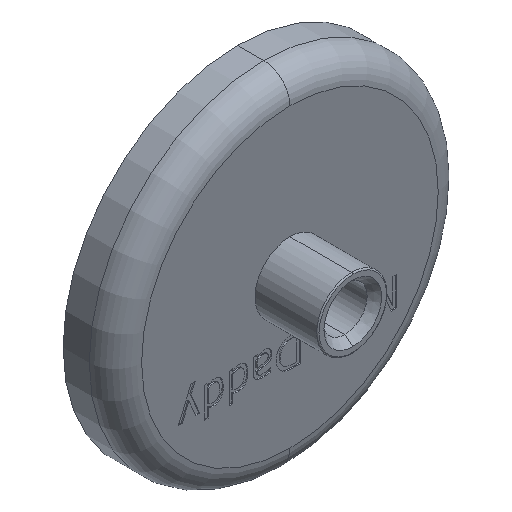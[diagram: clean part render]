
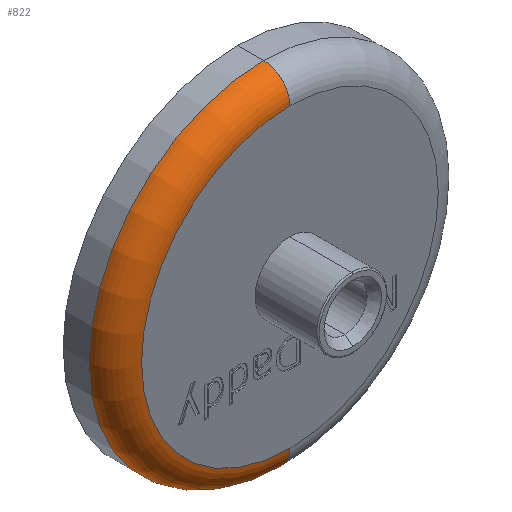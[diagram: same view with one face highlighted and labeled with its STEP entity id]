
A CAD part, isometric view. The second image highlights one B-rep face of the part: STEP entity #822.
In plain terms, the highlighted toroidal (fillet/blend) face has major radius 12.75 mm and minor radius 2.25 mm.
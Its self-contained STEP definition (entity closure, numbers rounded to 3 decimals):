
#97 = EDGE_LOOP ( 'NONE', ( #4848, #6280, #6905, #6322 ) ) ;
#145 = CIRCLE ( 'NONE', #5148, 2.25 ) ;
#278 = CARTESIAN_POINT ( 'NONE',  ( 0., 2.25, 0. ) ) ;
#822 = ADVANCED_FACE ( 'NONE', ( #2018 ), #6045, .T. ) ;
#974 = VERTEX_POINT ( 'NONE', #5339 ) ;
#1038 = DIRECTION ( 'NONE',  ( 0., 0., 1. ) ) ;
#1091 = AXIS2_PLACEMENT_3D ( 'NONE', #8304, #7578, #1038 ) ;
#1400 = VERTEX_POINT ( 'NONE', #5126 ) ;
#2018 = FACE_OUTER_BOUND ( 'NONE', #97, .T. ) ;
#2294 = AXIS2_PLACEMENT_3D ( 'NONE', #4189, #3552, #6784 ) ;
#2428 = CIRCLE ( 'NONE', #2294, 2.25 ) ;
#2929 = VERTEX_POINT ( 'NONE', #5555 ) ;
#3408 = CIRCLE ( 'NONE', #1091, 12.75 ) ;
#3552 = DIRECTION ( 'NONE',  ( -1., 0., 0. ) ) ;
#3605 = DIRECTION ( 'NONE',  ( 0., 0., -1. ) ) ;
#3834 = EDGE_CURVE ( 'NONE', #6823, #1400, #145, .T. ) ;
#4044 = EDGE_CURVE ( 'NONE', #974, #2929, #2428, .T. ) ;
#4189 = CARTESIAN_POINT ( 'NONE',  ( 0., 2.25, 12.75 ) ) ;
#4434 = DIRECTION ( 'NONE',  ( 0., 1., 0. ) ) ;
#4710 = EDGE_CURVE ( 'NONE', #1400, #2929, #7265, .T. ) ;
#4848 = ORIENTED_EDGE ( 'NONE', *, *, #3834, .F. ) ;
#4899 = DIRECTION ( 'NONE',  ( 0., 0., 1. ) ) ;
#5126 = CARTESIAN_POINT ( 'NONE',  ( 0., 2.25, -15. ) ) ;
#5148 = AXIS2_PLACEMENT_3D ( 'NONE', #5599, #8236, #3605 ) ;
#5339 = CARTESIAN_POINT ( 'NONE',  ( 0., 0., 12.75 ) ) ;
#5555 = CARTESIAN_POINT ( 'NONE',  ( 0., 2.25, 15. ) ) ;
#5599 = CARTESIAN_POINT ( 'NONE',  ( 0., 2.25, -12.75 ) ) ;
#5748 = DIRECTION ( 'NONE',  ( 0., 0., 1. ) ) ;
#5881 = CARTESIAN_POINT ( 'NONE',  ( 0., 2.25, 0. ) ) ;
#6045 = TOROIDAL_SURFACE ( 'NONE', #8213, 12.75, 2.25 ) ;
#6124 = EDGE_CURVE ( 'NONE', #6823, #974, #3408, .T. ) ;
#6280 = ORIENTED_EDGE ( 'NONE', *, *, #6124, .T. ) ;
#6322 = ORIENTED_EDGE ( 'NONE', *, *, #4710, .F. ) ;
#6784 = DIRECTION ( 'NONE',  ( 0., 0., 1. ) ) ;
#6823 = VERTEX_POINT ( 'NONE', #7812 ) ;
#6905 = ORIENTED_EDGE ( 'NONE', *, *, #4044, .T. ) ;
#7265 = CIRCLE ( 'NONE', #7996, 15. ) ;
#7531 = DIRECTION ( 'NONE',  ( 0., 1., 0. ) ) ;
#7578 = DIRECTION ( 'NONE',  ( 0., 1., 0. ) ) ;
#7812 = CARTESIAN_POINT ( 'NONE',  ( 0., 0., -12.75 ) ) ;
#7996 = AXIS2_PLACEMENT_3D ( 'NONE', #278, #7531, #4899 ) ;
#8213 = AXIS2_PLACEMENT_3D ( 'NONE', #5881, #4434, #5748 ) ;
#8236 = DIRECTION ( 'NONE',  ( 1., 0., 0. ) ) ;
#8304 = CARTESIAN_POINT ( 'NONE',  ( 0., 0., 0. ) ) ;
